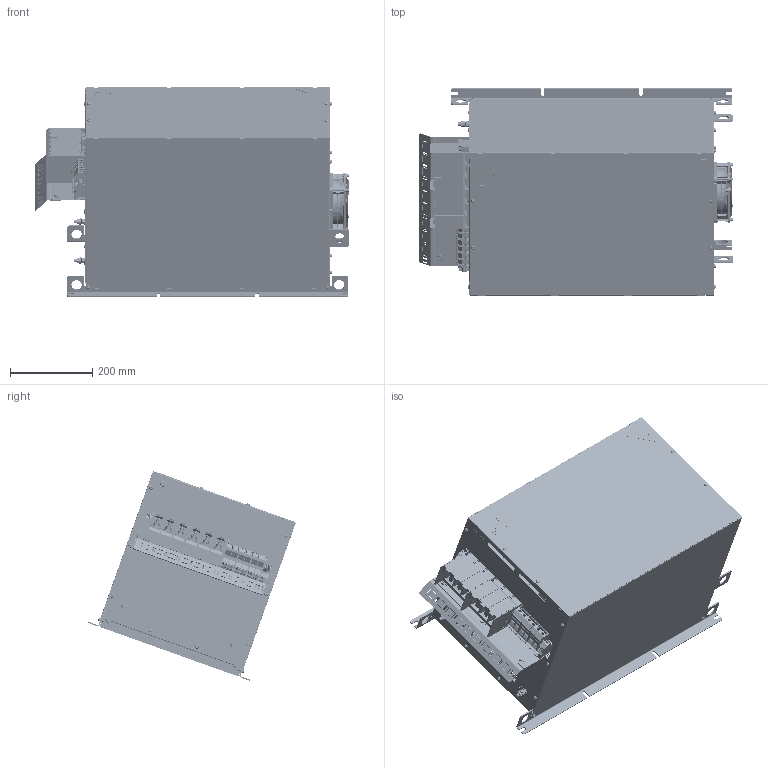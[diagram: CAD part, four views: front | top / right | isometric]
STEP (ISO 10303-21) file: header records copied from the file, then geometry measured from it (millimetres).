
FILE_DESCRIPTION(/* description */ (''),/* implementation_level */ '2;1');
FILE_NAME(/* name */ 'X6.3 IP 20 ef.stp',/* time_stamp */ '2019-01-11T09:10:06+01:00',/* author */ ('f.rambuscheck'),/* organization */ (''),/* preprocessor_version */ 'ST-DEVELOPER v17',/* originating_system */ 'Autodesk Inventor 2018',/* authorisation */ '');
FILE_SCHEMA (('AUTOMOTIVE_DESIGN { 1 0 10303 214 3 1 1 }'));
Products named in the file (1): X6.3 IP 20 ef
Bounding box: 765.06 x 505.91 x 510.61 mm (x, y, z)
Volume: 1511621.9 mm3; surface area: 3391152.6 mm2
Topology: 31 solids, 40 shells, 13478 faces, 37650 edges, 24625 vertices
Faces by surface type: plane 8441, cylinder 2976, bspline 1358, cone 480, torus 203, sphere 20
Full cylindrical faces by diameter (mm): 1.2 x4, 1.5 x16, 2.459 x3, 3.2 x14, 3.242 x21, 3.5 x6, 3.95 x1, 4 x10, 4.134 x1, 4.25 x4, 4.3 x14, 4.31 x2, 4.5 x37, 4.917 x2, 5 x50, 5.459 x4, 5.5 x37, 5.6 x1, 6 x12, 6.4 x4, 6.5 x20, 6.6 x1, 7 x10, 7.323 x10, 8 x46, 8.2 x4, 8.25 x12, 8.4 x22, 8.5 x30, 8.7 x4
Entity records: 483850 total; most frequent: CARTESIAN_POINT 127231, ORIENTED_EDGE 75182, DIRECTION 66571, EDGE_CURVE 37591, LINE 25347, VECTOR 25347, VERTEX_POINT 24637, AXIS2_PLACEMENT_3D 20612
